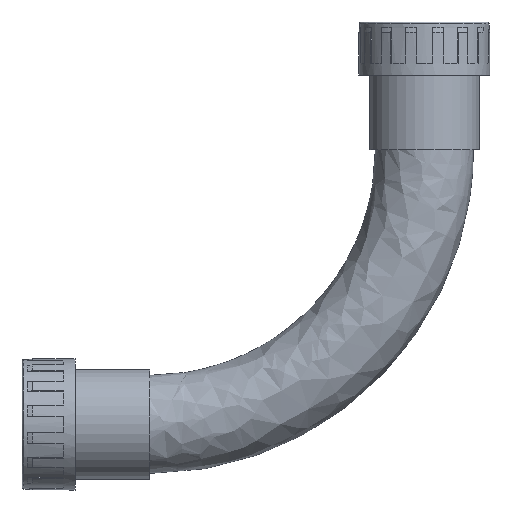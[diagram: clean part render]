
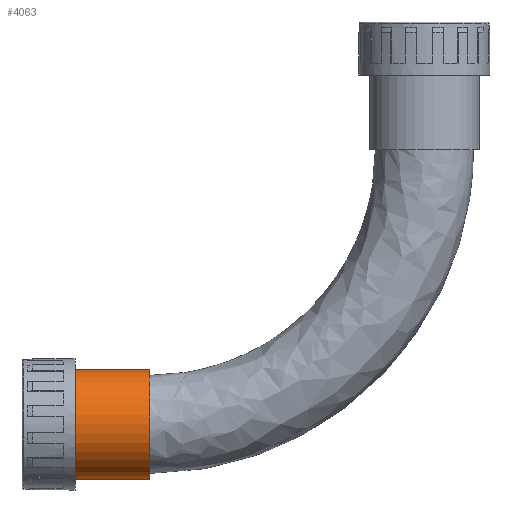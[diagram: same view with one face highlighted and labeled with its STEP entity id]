
A CAD part, front view. The second image highlights one B-rep face of the part: STEP entity #4063.
In plain terms, the highlighted cylindrical face has radius 14 mm (diameter 28 mm), a full revolution.
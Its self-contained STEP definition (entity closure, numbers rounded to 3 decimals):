
#218 = CARTESIAN_POINT ( 'NONE',  ( -27.5, 0., -70. ) ) ;
#514 = CARTESIAN_POINT ( 'NONE',  ( -19., 0., -70. ) ) ;
#901 = DIRECTION ( 'NONE',  ( 0., 0., 1. ) ) ;
#1109 = ORIENTED_EDGE ( 'NONE', *, *, #4865, .F. ) ;
#1214 = CARTESIAN_POINT ( 'NONE',  ( 0., 0., -84. ) ) ;
#1300 = VERTEX_POINT ( 'NONE', #1214 ) ;
#1514 = FACE_OUTER_BOUND ( 'NONE', #2423, .T. ) ;
#1618 = AXIS2_PLACEMENT_3D ( 'NONE', #514, #3207, #901 ) ;
#1809 = CARTESIAN_POINT ( 'NONE',  ( 0., 0., -70. ) ) ;
#2196 = DIRECTION ( 'NONE',  ( 0., 0., -1. ) ) ;
#2220 = AXIS2_PLACEMENT_3D ( 'NONE', #1809, #4501, #2196 ) ;
#2245 = AXIS2_PLACEMENT_3D ( 'NONE', #218, #2889, #4447 ) ;
#2329 = VERTEX_POINT ( 'NONE', #3518 ) ;
#2423 = EDGE_LOOP ( 'NONE', ( #4951 ) ) ;
#2658 = FACE_OUTER_BOUND ( 'NONE', #4987, .T. ) ;
#2889 = DIRECTION ( 'NONE',  ( 1., 0., 0. ) ) ;
#3207 = DIRECTION ( 'NONE',  ( 1., 0., 0. ) ) ;
#3291 = CIRCLE ( 'NONE', #1618, 14. ) ;
#3430 = CYLINDRICAL_SURFACE ( 'NONE', #2245, 14. ) ;
#3518 = CARTESIAN_POINT ( 'NONE',  ( -19., 0., -56. ) ) ;
#4063 = ADVANCED_FACE ( 'NONE', ( #2658, #1514 ), #3430, .T. ) ;
#4372 = EDGE_CURVE ( 'NONE', #2329, #2329, #3291, .T. ) ;
#4447 = DIRECTION ( 'NONE',  ( 0., 0., -1. ) ) ;
#4501 = DIRECTION ( 'NONE',  ( 1., 0., 0. ) ) ;
#4698 = CIRCLE ( 'NONE', #2220, 14. ) ;
#4865 = EDGE_CURVE ( 'NONE', #1300, #1300, #4698, .T. ) ;
#4951 = ORIENTED_EDGE ( 'NONE', *, *, #4372, .T. ) ;
#4987 = EDGE_LOOP ( 'NONE', ( #1109 ) ) ;
